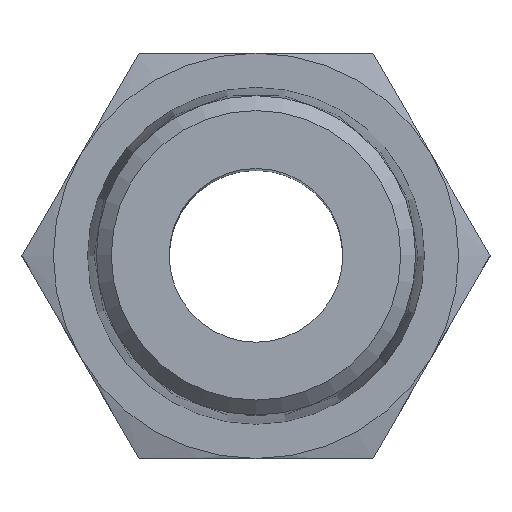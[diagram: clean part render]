
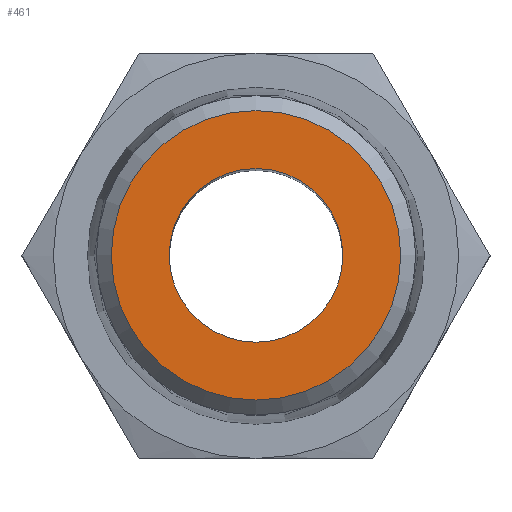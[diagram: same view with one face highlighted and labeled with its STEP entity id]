
A CAD part, top view. The second image highlights one B-rep face of the part: STEP entity #461.
In plain terms, the highlighted planar face has unit normal (0, 0, 1).
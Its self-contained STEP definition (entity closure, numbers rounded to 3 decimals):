
#37=PLANE('',#522);
#60=CIRCLE('',#523,3.);
#61=CIRCLE('',#524,5.);
#109=ORIENTED_EDGE('',*,*,#227,.F.);
#110=ORIENTED_EDGE('',*,*,#228,.T.);
#227=EDGE_CURVE('',#278,#278,#60,.T.);
#228=EDGE_CURVE('',#279,#279,#61,.T.);
#278=VERTEX_POINT('',#833);
#279=VERTEX_POINT('',#835);
#331=EDGE_LOOP('',(#109));
#332=EDGE_LOOP('',(#110));
#385=FACE_BOUND('',#331,.T.);
#386=FACE_BOUND('',#332,.T.);
#461=ADVANCED_FACE('',(#385,#386),#37,.T.);
#522=AXIS2_PLACEMENT_3D('',#831,#610,#611);
#523=AXIS2_PLACEMENT_3D('',#832,#612,#613);
#524=AXIS2_PLACEMENT_3D('',#834,#614,#615);
#610=DIRECTION('',(0.,0.,1.));
#611=DIRECTION('',(0.,-1.,0.));
#612=DIRECTION('',(0.,0.,1.));
#613=DIRECTION('',(1.,0.,0.));
#614=DIRECTION('',(0.,0.,1.));
#615=DIRECTION('',(0.,-1.,0.));
#831=CARTESIAN_POINT('',(0.,0.,11.1));
#832=CARTESIAN_POINT('',(0.,0.,11.1));
#833=CARTESIAN_POINT('',(3.,0.,11.1));
#834=CARTESIAN_POINT('',(0.,0.,11.1));
#835=CARTESIAN_POINT('',(0.,-5.,11.1));
